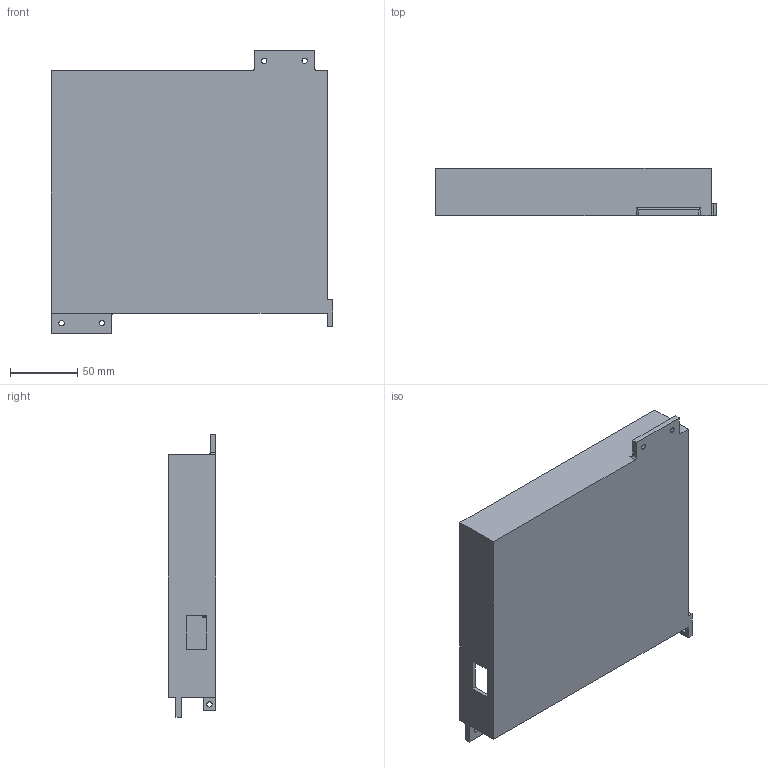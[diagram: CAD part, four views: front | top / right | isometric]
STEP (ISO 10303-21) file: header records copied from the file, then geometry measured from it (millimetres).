
FILE_DESCRIPTION (( 'STEP AP214' ), '1' );
FILE_NAME ('electrical box.STEP', '2025-04-18T08:22:02', ( '' ), ( '' ), 'SwSTEP 2.0', 'SolidWorks 2024', '' );
FILE_SCHEMA (( 'AUTOMOTIVE_DESIGN' ));
Length unit declared in the file: millimetre
Products named in the file (1): electrical box
Bounding box: 209 x 35 x 210 mm (x, y, z)
Volume: 184176.4 mm3; surface area: 132016.9 mm2
Topology: 1 solids, 1 shells, 183 faces, 406 edges, 256 vertices
Faces by surface type: cylinder 81, plane 70, torus 32
Entity records: 5141 total; most frequent: DIRECTION 964, CARTESIAN_POINT 882, ORIENTED_EDGE 812, EDGE_CURVE 406, AXIS2_PLACEMENT_3D 386, VERTEX_POINT 256, EDGE_LOOP 228, CIRCLE 202
